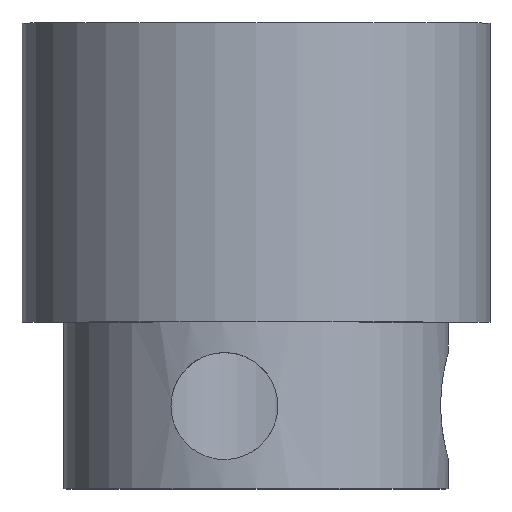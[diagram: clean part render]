
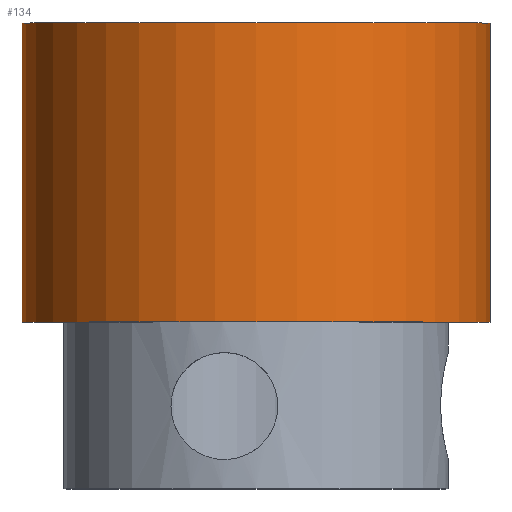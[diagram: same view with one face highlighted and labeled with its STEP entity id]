
A CAD part, top view. The second image highlights one B-rep face of the part: STEP entity #134.
In plain terms, the highlighted cylindrical face has radius 5.475 mm (diameter 10.95 mm), a partial arc.
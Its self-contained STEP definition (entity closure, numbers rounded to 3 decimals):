
#17 = VERTEX_POINT ( 'NONE', #247 ) ;
#28 = AXIS2_PLACEMENT_3D ( 'NONE', #555, #248, #607 ) ;
#31 = ORIENTED_EDGE ( 'NONE', *, *, #239, .F. ) ;
#48 = DIRECTION ( 'NONE',  ( 0., 1., 0. ) ) ;
#68 = EDGE_LOOP ( 'NONE', ( #31, #402, #603, #353 ) ) ;
#78 = CYLINDRICAL_SURFACE ( 'NONE', #82, 5.475 ) ;
#82 = AXIS2_PLACEMENT_3D ( 'NONE', #552, #377, #177 ) ;
#134 = ADVANCED_FACE ( 'NONE', ( #346 ), #78, .T. ) ;
#138 = VERTEX_POINT ( 'NONE', #348 ) ;
#150 = DIRECTION ( 'NONE',  ( 0., 1., 0. ) ) ;
#177 = DIRECTION ( 'NONE',  ( -1., 0., 0. ) ) ;
#228 = EDGE_CURVE ( 'NONE', #17, #138, #246, .T. ) ;
#239 = EDGE_CURVE ( 'NONE', #138, #407, #649, .T. ) ;
#246 = CIRCLE ( 'NONE', #28, 5.475 ) ;
#247 = CARTESIAN_POINT ( 'NONE',  ( 80.975, 49.426, -56.4 ) ) ;
#248 = DIRECTION ( 'NONE',  ( 0., -1., 0. ) ) ;
#250 = CARTESIAN_POINT ( 'NONE',  ( 80.975, 49.426, -56.4 ) ) ;
#251 = EDGE_CURVE ( 'NONE', #17, #254, #394, .T. ) ;
#254 = VERTEX_POINT ( 'NONE', #369 ) ;
#256 = CARTESIAN_POINT ( 'NONE',  ( 75.5, 56.426, -56.4 ) ) ;
#267 = EDGE_CURVE ( 'NONE', #407, #254, #503, .T. ) ;
#309 = CARTESIAN_POINT ( 'NONE',  ( 70.025, 49.426, -56.4 ) ) ;
#312 = DIRECTION ( 'NONE',  ( -1., 0., 0. ) ) ;
#346 = FACE_OUTER_BOUND ( 'NONE', #68, .T. ) ;
#348 = CARTESIAN_POINT ( 'NONE',  ( 70.025, 49.426, -56.4 ) ) ;
#353 = ORIENTED_EDGE ( 'NONE', *, *, #267, .F. ) ;
#369 = CARTESIAN_POINT ( 'NONE',  ( 80.975, 56.426, -56.4 ) ) ;
#377 = DIRECTION ( 'NONE',  ( 0., -1., 0. ) ) ;
#394 = LINE ( 'NONE', #250, #635 ) ;
#402 = ORIENTED_EDGE ( 'NONE', *, *, #228, .F. ) ;
#407 = VERTEX_POINT ( 'NONE', #565 ) ;
#503 = CIRCLE ( 'NONE', #682, 5.475 ) ;
#518 = VECTOR ( 'NONE', #150, 1000. ) ;
#552 = CARTESIAN_POINT ( 'NONE',  ( 75.5, 56.971, -56.4 ) ) ;
#555 = CARTESIAN_POINT ( 'NONE',  ( 75.5, 49.426, -56.4 ) ) ;
#565 = CARTESIAN_POINT ( 'NONE',  ( 70.025, 56.426, -56.4 ) ) ;
#603 = ORIENTED_EDGE ( 'NONE', *, *, #251, .T. ) ;
#607 = DIRECTION ( 'NONE',  ( 1., 0., 0. ) ) ;
#614 = DIRECTION ( 'NONE',  ( 0., 1., 0. ) ) ;
#635 = VECTOR ( 'NONE', #48, 1000. ) ;
#649 = LINE ( 'NONE', #309, #518 ) ;
#682 = AXIS2_PLACEMENT_3D ( 'NONE', #256, #614, #312 ) ;
